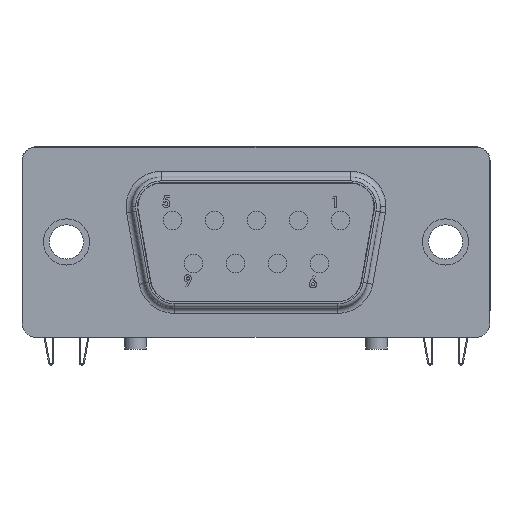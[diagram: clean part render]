
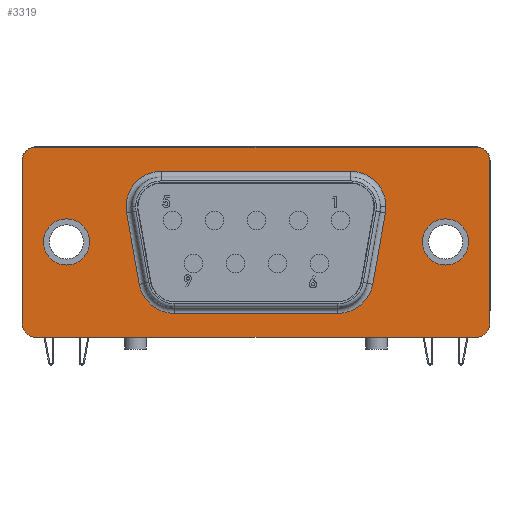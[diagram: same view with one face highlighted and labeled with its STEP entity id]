
A CAD part, front view. The second image highlights one B-rep face of the part: STEP entity #3319.
In plain terms, the highlighted planar face has unit normal (0, -1, 0).
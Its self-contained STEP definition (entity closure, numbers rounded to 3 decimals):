
#778 = VERTEX_POINT('',#779);
#779 = CARTESIAN_POINT('',(6.235,-3.414,9.288
    ));
#788 = EDGE_CURVE('',#778,#789,#791,.T.);
#789 = VERTEX_POINT('',#790);
#790 = CARTESIAN_POINT('',(8.572,-3.414,6.951
    ));
#791 = CIRCLE('',#792,2.337);
#792 = AXIS2_PLACEMENT_3D('',#793,#794,#795);
#793 = CARTESIAN_POINT('',(6.235,-3.414,6.951
    ));
#794 = DIRECTION('',(0.,1.,0.));
#795 = DIRECTION('',(1.,0.,0.));
#942 = VERTEX_POINT('',#943);
#943 = CARTESIAN_POINT('',(14.021,-3.414,4.627));
#949 = EDGE_CURVE('',#950,#942,#952,.T.);
#950 = VERTEX_POINT('',#951);
#951 = CARTESIAN_POINT('',(10.973,-3.414,4.627));
#952 = CIRCLE('',#953,1.524);
#953 = AXIS2_PLACEMENT_3D('',#954,#955,#956);
#954 = CARTESIAN_POINT('',(12.497,-3.414,4.627));
#955 = DIRECTION('',(0.,-1.,0.));
#956 = DIRECTION('',(1.,0.,0.));
#984 = VERTEX_POINT('',#985);
#985 = CARTESIAN_POINT('',(-10.973,-3.414,4.627));
#991 = EDGE_CURVE('',#992,#984,#994,.T.);
#992 = VERTEX_POINT('',#993);
#993 = CARTESIAN_POINT('',(-14.021,-3.414,4.627));
#994 = CIRCLE('',#995,1.524);
#995 = AXIS2_PLACEMENT_3D('',#996,#997,#998);
#996 = CARTESIAN_POINT('',(-12.497,-3.414,4.627));
#997 = DIRECTION('',(0.,-1.,0.));
#998 = DIRECTION('',(1.,0.,0.));
#3319 = ADVANCED_FACE('',(#3320,#3389,#3399,#3409),#3479,.T.);
#3320 = FACE_BOUND('',#3321,.T.);
#3321 = EDGE_LOOP('',(#3322,#3323,#3332,#3340,#3349,#3357,#3366,#3374,
    #3383));
#3322 = ORIENTED_EDGE('',*,*,#788,.T.);
#3323 = ORIENTED_EDGE('',*,*,#3324,.T.);
#3324 = EDGE_CURVE('',#789,#3325,#3327,.T.);
#3325 = VERTEX_POINT('',#3326);
#3326 = CARTESIAN_POINT('',(8.535,-3.414,
    6.541));
#3327 = CIRCLE('',#3328,2.337);
#3328 = AXIS2_PLACEMENT_3D('',#3329,#3330,#3331);
#3329 = CARTESIAN_POINT('',(6.235,-3.414,
    6.951));
#3330 = DIRECTION('',(0.,1.,0.));
#3331 = DIRECTION('',(1.,0.,0.));
#3332 = ORIENTED_EDGE('',*,*,#3333,.T.);
#3333 = EDGE_CURVE('',#3325,#3334,#3336,.T.);
#3334 = VERTEX_POINT('',#3335);
#3335 = CARTESIAN_POINT('',(7.697,-3.414,
    1.842));
#3336 = LINE('',#3337,#3338);
#3337 = CARTESIAN_POINT('',(6.377,-3.414,
    -5.557));
#3338 = VECTOR('',#3339,1.);
#3339 = DIRECTION('',(-0.176,0.,
    -0.984));
#3340 = ORIENTED_EDGE('',*,*,#3341,.T.);
#3341 = EDGE_CURVE('',#3334,#3342,#3344,.T.);
#3342 = VERTEX_POINT('',#3343);
#3343 = CARTESIAN_POINT('',(5.397,-3.414,
    -0.084));
#3344 = CIRCLE('',#3345,2.337);
#3345 = AXIS2_PLACEMENT_3D('',#3346,#3347,#3348);
#3346 = CARTESIAN_POINT('',(5.397,-3.414,
    2.252));
#3347 = DIRECTION('',(0.,1.,0.));
#3348 = DIRECTION('',(1.,0.,0.));
#3349 = ORIENTED_EDGE('',*,*,#3350,.T.);
#3350 = EDGE_CURVE('',#3342,#3351,#3353,.T.);
#3351 = VERTEX_POINT('',#3352);
#3352 = CARTESIAN_POINT('',(-5.397,-3.414,
    -0.084));
#3353 = LINE('',#3354,#3355);
#3354 = CARTESIAN_POINT('',(-15.405,-3.414,-0.084
    ));
#3355 = VECTOR('',#3356,1.);
#3356 = DIRECTION('',(-1.,0.,-0.));
#3357 = ORIENTED_EDGE('',*,*,#3358,.T.);
#3358 = EDGE_CURVE('',#3351,#3359,#3361,.T.);
#3359 = VERTEX_POINT('',#3360);
#3360 = CARTESIAN_POINT('',(-7.697,-3.414,
    1.842));
#3361 = CIRCLE('',#3362,2.337);
#3362 = AXIS2_PLACEMENT_3D('',#3363,#3364,#3365);
#3363 = CARTESIAN_POINT('',(-5.397,-3.414,
    2.252));
#3364 = DIRECTION('',(0.,1.,0.));
#3365 = DIRECTION('',(1.,0.,0.));
#3366 = ORIENTED_EDGE('',*,*,#3367,.T.);
#3367 = EDGE_CURVE('',#3359,#3368,#3370,.T.);
#3368 = VERTEX_POINT('',#3369);
#3369 = CARTESIAN_POINT('',(-8.535,-3.414,
    6.541));
#3370 = LINE('',#3371,#3372);
#3371 = CARTESIAN_POINT('',(-7.327,-3.414,
    -0.231));
#3372 = VECTOR('',#3373,1.);
#3373 = DIRECTION('',(-0.176,0.,0.984)
  );
#3374 = ORIENTED_EDGE('',*,*,#3375,.T.);
#3375 = EDGE_CURVE('',#3368,#3376,#3378,.T.);
#3376 = VERTEX_POINT('',#3377);
#3377 = CARTESIAN_POINT('',(-6.235,-3.414,
    9.288));
#3378 = CIRCLE('',#3379,2.337);
#3379 = AXIS2_PLACEMENT_3D('',#3380,#3381,#3382);
#3380 = CARTESIAN_POINT('',(-6.235,-3.414,
    6.951));
#3381 = DIRECTION('',(0.,1.,0.));
#3382 = DIRECTION('',(1.,0.,0.));
#3383 = ORIENTED_EDGE('',*,*,#3384,.T.);
#3384 = EDGE_CURVE('',#3376,#778,#3385,.T.);
#3385 = LINE('',#3386,#3387);
#3386 = CARTESIAN_POINT('',(-15.405,-3.414,9.288));
#3387 = VECTOR('',#3388,1.);
#3388 = DIRECTION('',(1.,0.,0.));
#3389 = FACE_BOUND('',#3390,.T.);
#3390 = EDGE_LOOP('',(#3391,#3398));
#3391 = ORIENTED_EDGE('',*,*,#3392,.F.);
#3392 = EDGE_CURVE('',#942,#950,#3393,.T.);
#3393 = CIRCLE('',#3394,1.524);
#3394 = AXIS2_PLACEMENT_3D('',#3395,#3396,#3397);
#3395 = CARTESIAN_POINT('',(12.497,-3.414,4.627));
#3396 = DIRECTION('',(0.,-1.,0.));
#3397 = DIRECTION('',(1.,0.,0.));
#3398 = ORIENTED_EDGE('',*,*,#949,.F.);
#3399 = FACE_BOUND('',#3400,.T.);
#3400 = EDGE_LOOP('',(#3401,#3408));
#3401 = ORIENTED_EDGE('',*,*,#3402,.F.);
#3402 = EDGE_CURVE('',#984,#992,#3403,.T.);
#3403 = CIRCLE('',#3404,1.524);
#3404 = AXIS2_PLACEMENT_3D('',#3405,#3406,#3407);
#3405 = CARTESIAN_POINT('',(-12.497,-3.414,4.627));
#3406 = DIRECTION('',(0.,-1.,0.));
#3407 = DIRECTION('',(1.,0.,0.));
#3408 = ORIENTED_EDGE('',*,*,#991,.F.);
#3409 = FACE_BOUND('',#3410,.T.);
#3410 = EDGE_LOOP('',(#3411,#3421,#3430,#3438,#3447,#3455,#3464,#3472));
#3411 = ORIENTED_EDGE('',*,*,#3412,.T.);
#3412 = EDGE_CURVE('',#3413,#3415,#3417,.T.);
#3413 = VERTEX_POINT('',#3414);
#3414 = CARTESIAN_POINT('',(14.516,-3.414,10.876));
#3415 = VERTEX_POINT('',#3416);
#3416 = CARTESIAN_POINT('',(-14.516,-3.414,10.876));
#3417 = LINE('',#3418,#3419);
#3418 = CARTESIAN_POINT('',(-15.405,-3.414,10.876));
#3419 = VECTOR('',#3420,1.);
#3420 = DIRECTION('',(-1.,0.,-0.));
#3421 = ORIENTED_EDGE('',*,*,#3422,.T.);
#3422 = EDGE_CURVE('',#3415,#3423,#3425,.T.);
#3423 = VERTEX_POINT('',#3424);
#3424 = CARTESIAN_POINT('',(-15.405,-3.414,9.987));
#3425 = CIRCLE('',#3426,0.889);
#3426 = AXIS2_PLACEMENT_3D('',#3427,#3428,#3429);
#3427 = CARTESIAN_POINT('',(-14.516,-3.414,9.987));
#3428 = DIRECTION('',(0.,-1.,0.));
#3429 = DIRECTION('',(1.,0.,0.));
#3430 = ORIENTED_EDGE('',*,*,#3431,.T.);
#3431 = EDGE_CURVE('',#3423,#3432,#3434,.T.);
#3432 = VERTEX_POINT('',#3433);
#3433 = CARTESIAN_POINT('',(-15.405,-3.414,-0.783));
#3434 = LINE('',#3435,#3436);
#3435 = CARTESIAN_POINT('',(-15.405,-3.414,10.876));
#3436 = VECTOR('',#3437,1.);
#3437 = DIRECTION('',(0.,0.,-1.));
#3438 = ORIENTED_EDGE('',*,*,#3439,.T.);
#3439 = EDGE_CURVE('',#3432,#3440,#3442,.T.);
#3440 = VERTEX_POINT('',#3441);
#3441 = CARTESIAN_POINT('',(-14.516,-3.414,-1.672));
#3442 = CIRCLE('',#3443,0.889);
#3443 = AXIS2_PLACEMENT_3D('',#3444,#3445,#3446);
#3444 = CARTESIAN_POINT('',(-14.516,-3.414,-0.783));
#3445 = DIRECTION('',(0.,-1.,0.));
#3446 = DIRECTION('',(1.,0.,0.));
#3447 = ORIENTED_EDGE('',*,*,#3448,.T.);
#3448 = EDGE_CURVE('',#3440,#3449,#3451,.T.);
#3449 = VERTEX_POINT('',#3450);
#3450 = CARTESIAN_POINT('',(14.516,-3.414,-1.672));
#3451 = LINE('',#3452,#3453);
#3452 = CARTESIAN_POINT('',(-15.405,-3.414,-1.672));
#3453 = VECTOR('',#3454,1.);
#3454 = DIRECTION('',(1.,0.,0.));
#3455 = ORIENTED_EDGE('',*,*,#3456,.T.);
#3456 = EDGE_CURVE('',#3449,#3457,#3459,.T.);
#3457 = VERTEX_POINT('',#3458);
#3458 = CARTESIAN_POINT('',(15.405,-3.414,-0.783));
#3459 = CIRCLE('',#3460,0.889);
#3460 = AXIS2_PLACEMENT_3D('',#3461,#3462,#3463);
#3461 = CARTESIAN_POINT('',(14.516,-3.414,-0.783));
#3462 = DIRECTION('',(0.,-1.,0.));
#3463 = DIRECTION('',(1.,0.,0.));
#3464 = ORIENTED_EDGE('',*,*,#3465,.T.);
#3465 = EDGE_CURVE('',#3457,#3466,#3468,.T.);
#3466 = VERTEX_POINT('',#3467);
#3467 = CARTESIAN_POINT('',(15.405,-3.414,9.987));
#3468 = LINE('',#3469,#3470);
#3469 = CARTESIAN_POINT('',(15.405,-3.414,10.876));
#3470 = VECTOR('',#3471,1.);
#3471 = DIRECTION('',(0.,0.,1.));
#3472 = ORIENTED_EDGE('',*,*,#3473,.T.);
#3473 = EDGE_CURVE('',#3466,#3413,#3474,.T.);
#3474 = CIRCLE('',#3475,0.889);
#3475 = AXIS2_PLACEMENT_3D('',#3476,#3477,#3478);
#3476 = CARTESIAN_POINT('',(14.516,-3.414,9.987));
#3477 = DIRECTION('',(0.,-1.,0.));
#3478 = DIRECTION('',(1.,0.,0.));
#3479 = PLANE('',#3480);
#3480 = AXIS2_PLACEMENT_3D('',#3481,#3482,#3483);
#3481 = CARTESIAN_POINT('',(-15.405,-3.414,-1.672));
#3482 = DIRECTION('',(0.,-1.,0.));
#3483 = DIRECTION('',(1.,0.,0.));
